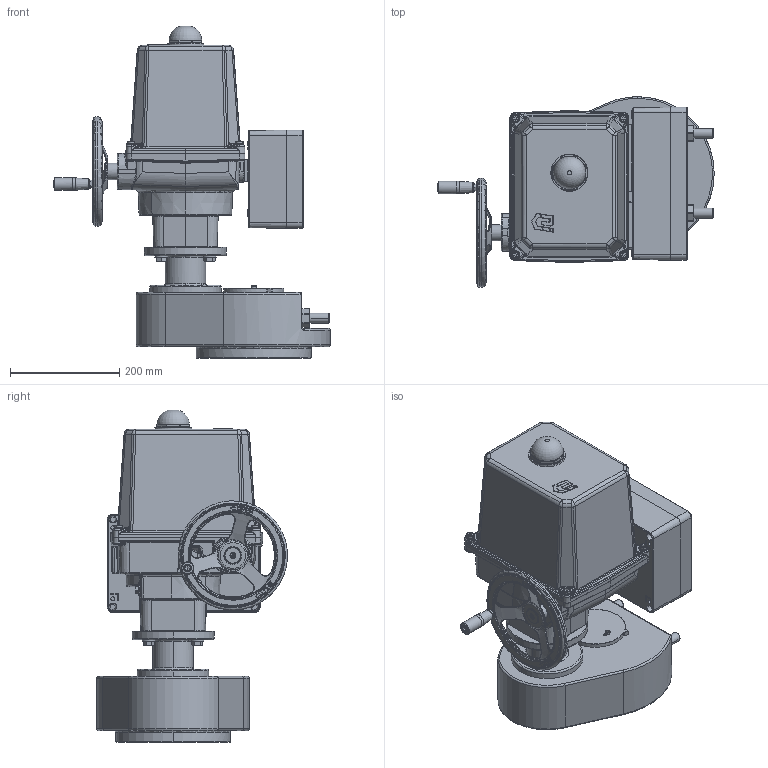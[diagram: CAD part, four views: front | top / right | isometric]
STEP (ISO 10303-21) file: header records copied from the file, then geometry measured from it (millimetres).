
FILE_DESCRIPTION(('HOOPS Exchange Step'),'2;1');
FILE_NAME('AN0301_2003-2803.stp','2025-04-25T13:39:46+02:00',('nieru'),('Unknown organisation'),'HOOPS Exchange 2024.2','HOOPS Exchange','Unknown authorisation');
FILE_SCHEMA( ('AP203_CONFIGURATION_CONTROLLED_3D_DESIGN_OF_MECHANICAL_PARTS_AND_ASSEMBLIES_MIM_LF') );
Length unit declared in the file: millimetre
Products named in the file (6): 0; root
Assembly tree (5 placements, depth 3):
  root
    0
      0
      0
      0
      0
Bounding box: 505.94 x 349.24 x 607.7 mm (x, y, z)
Volume: 27121877 mm3; surface area: 1411089.1 mm2
Topology: 46 solids, 46 shells, 2970 faces, 7379 edges, 4511 vertices
Faces by surface type: cylinder 1092, plane 728, torus 388, bspline 386, cone 294, sphere 82
Full cylindrical faces by diameter (mm): 3.1 x1, 3.219 x1, 6 x1, 6.647 x1, 8 x1, 9 x1, 10.106 x4, 10.5 x1, 11 x2, 13 x1, 13.5 x1, 15.875 x1, 16 x1, 20 x3, 23 x1, 24 x2, 30 x3, 42 x2, 55 x2, 58.632 x1, 59.415 x1, 60.2 x1, 74.53 x1, 85 x1, 196 x1, 200 x1
Entity records: 213841 total; most frequent: CARTESIAN_POINT 148540, ORIENTED_EDGE 14556, DIRECTION 11857, EDGE_CURVE 7278, AXIS2_PLACEMENT_3D 4678, VERTEX_POINT 4513, EDGE_LOOP 3135, FACE_BOUND 3135
